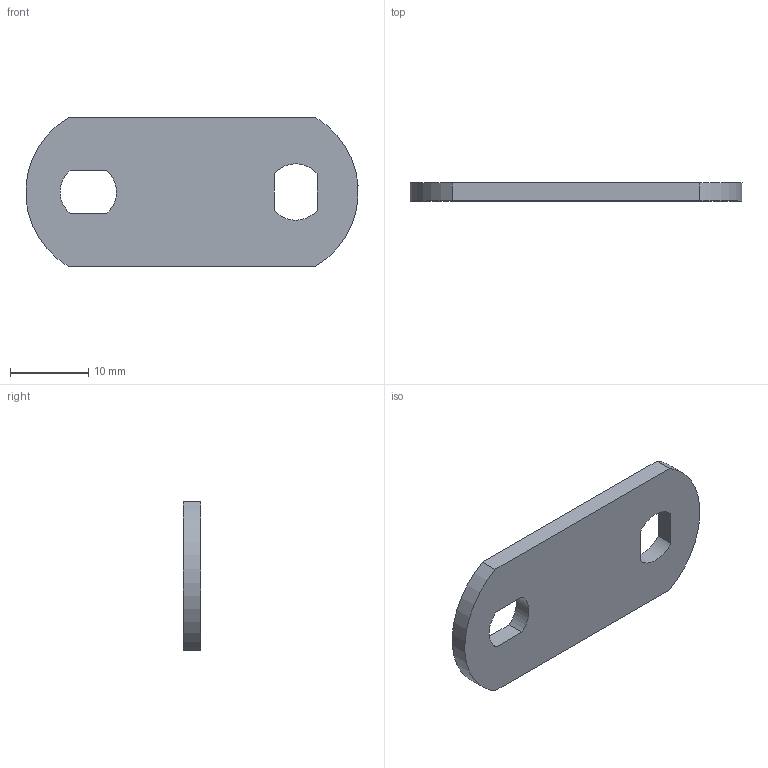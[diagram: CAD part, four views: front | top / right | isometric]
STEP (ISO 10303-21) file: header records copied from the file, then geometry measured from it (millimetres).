
FILE_DESCRIPTION((''),'2;1');
FILE_NAME('','2008-04-30T17:54:31',(''),(''),'','CADfix','');
FILE_SCHEMA(('AUTOMOTIVE_DESIGN { 1 0 10303 214 1 1 1 1 }'));
Length unit declared in the file: millimetre
Bounding box: 42.43 x 2.3 x 19 mm (x, y, z)
Volume: 1556 mm3; surface area: 1704.2 mm2
Topology: 1 solids, 1 shells, 14 faces, 36 edges, 24 vertices
Faces by surface type: bspline 14
Entity records: 548 total; most frequent: CARTESIAN_POINT 304, ORIENTED_EDGE 72, EDGE_CURVE 36, VERTEX_POINT 24, QUASI_UNIFORM_CURVE 24, EDGE_LOOP 18, FACE_OUTER_BOUND 14, ADVANCED_FACE 14
